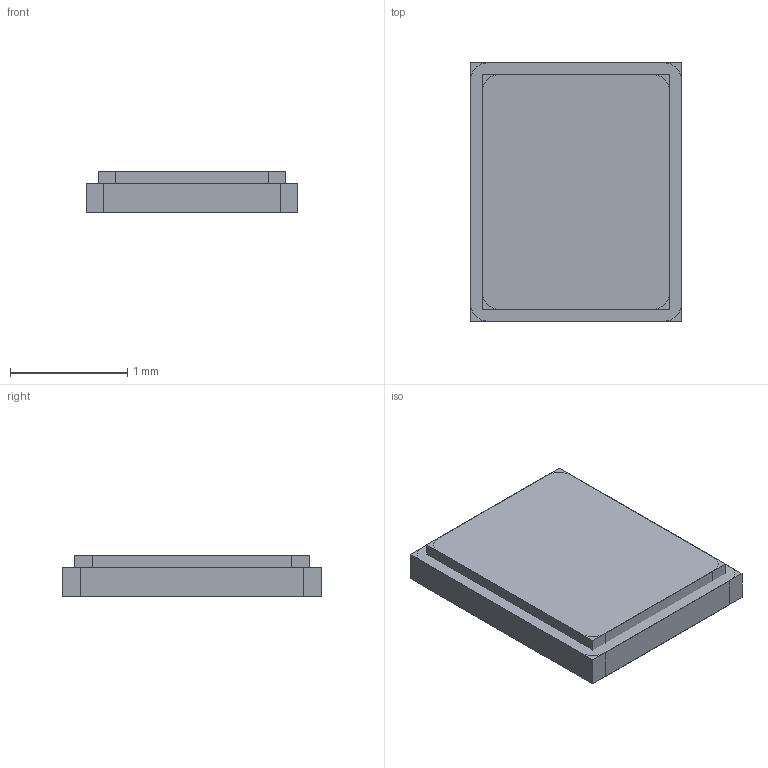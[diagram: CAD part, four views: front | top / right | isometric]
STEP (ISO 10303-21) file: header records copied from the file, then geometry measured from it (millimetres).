
FILE_DESCRIPTION(('FreeCAD Model'),'2;1');
FILE_NAME('Open CASCADE Shape Model','2021-12-14T07:50:27',('Author'),( ''),'Open CASCADE STEP processor 7.5','FreeCAD','Unknown');
FILE_SCHEMA(('AUTOMOTIVE_DESIGN { 1 0 10303 214 1 1 1 1 }'));
Length unit declared in the file: millimetre
Products named in the file (11): crystal_32mhz; Part; Body; Part001; Body001; Pad; Fillet; Sketch; Pad001; Fillet001; Sketch002
Assembly tree (12 placements, depth 3):
  crystal_32mhz
    Part
      Body
    Part001
      Body001
    Body
    Pad
    Fillet
    Sketch
    Body001
    Pad001
    Fillet001
    Sketch002
Bounding box: 1.8 x 2.2 x 0.35 mm (x, y, z)
Surface area: 74.7 mm2
Topology: 8 solids, 8 shells, 72 faces, 176 edges, 128 vertices
Faces by surface type: plane 48, cylinder 24
Entity records: 3400 total; most frequent: CARTESIAN_POINT 577, DIRECTION 522, LINE 304, VECTOR 304, ORIENTED_EDGE 240, PCURVE 240, DEFINITIONAL_REPRESENTATION 240, EDGE_CURVE 120
